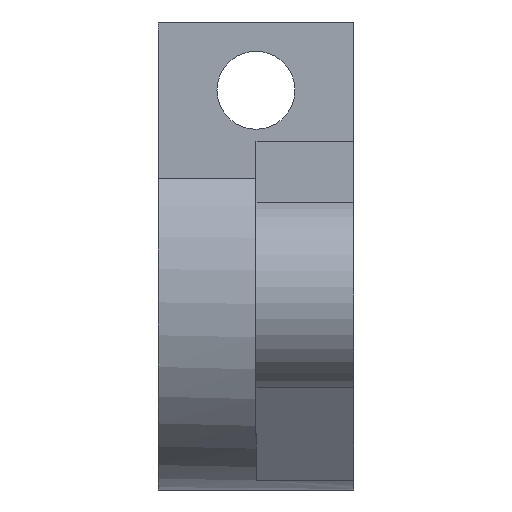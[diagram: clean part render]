
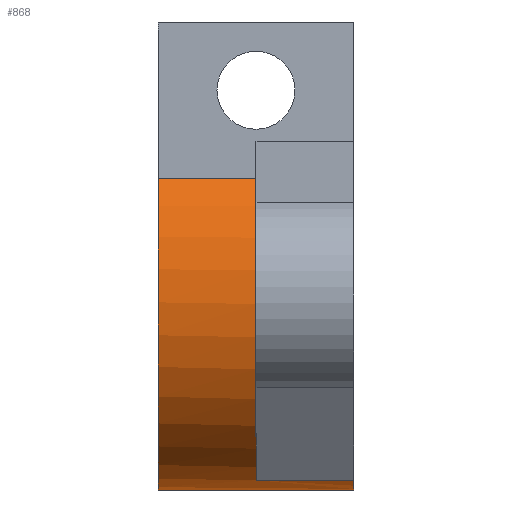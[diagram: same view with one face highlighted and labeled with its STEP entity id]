
A CAD part, left-side view. The second image highlights one B-rep face of the part: STEP entity #868.
In plain terms, the highlighted cylindrical face has radius 10 mm (diameter 20 mm), a partial arc.
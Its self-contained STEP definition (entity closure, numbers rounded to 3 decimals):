
#13 = EDGE_CURVE ( 'NONE', #707, #548, #489, .T. ) ;
#38 = DIRECTION ( 'NONE',  ( 0., -1., 0. ) ) ;
#49 = AXIS2_PLACEMENT_3D ( 'NONE', #822, #38, #734 ) ;
#79 = DIRECTION ( 'NONE',  ( 0., -1., 0. ) ) ;
#83 = ORIENTED_EDGE ( 'NONE', *, *, #262, .F. ) ;
#111 = VECTOR ( 'NONE', #380, 1000. ) ;
#118 = DIRECTION ( 'NONE',  ( 0., 1., 0. ) ) ;
#130 = CARTESIAN_POINT ( 'NONE',  ( -8., 5., 6. ) ) ;
#138 = CARTESIAN_POINT ( 'NONE',  ( -3.125, 5., -9.499 ) ) ;
#169 = DIRECTION ( 'NONE',  ( 0., 0., -1. ) ) ;
#208 = AXIS2_PLACEMENT_3D ( 'NONE', #267, #118, #429 ) ;
#214 = CARTESIAN_POINT ( 'NONE',  ( 0., 0., -10. ) ) ;
#223 = CARTESIAN_POINT ( 'NONE',  ( 0., 5., 0. ) ) ;
#240 = EDGE_CURVE ( 'NONE', #688, #707, #992, .T. ) ;
#242 = VERTEX_POINT ( 'NONE', #214 ) ;
#244 = EDGE_CURVE ( 'NONE', #548, #323, #525, .T. ) ;
#250 = EDGE_LOOP ( 'NONE', ( #83, #696, #721, #523, #479, #475 ) ) ;
#262 = EDGE_CURVE ( 'NONE', #781, #688, #604, .T. ) ;
#267 = CARTESIAN_POINT ( 'NONE',  ( 0., 0., 0. ) ) ;
#280 = VECTOR ( 'NONE', #320, 1000. ) ;
#299 = CARTESIAN_POINT ( 'NONE',  ( -8., 10., 6. ) ) ;
#303 = CARTESIAN_POINT ( 'NONE',  ( 0., 10., -10. ) ) ;
#320 = DIRECTION ( 'NONE',  ( 0., -1., 0. ) ) ;
#323 = VERTEX_POINT ( 'NONE', #917 ) ;
#347 = AXIS2_PLACEMENT_3D ( 'NONE', #223, #79, #169 ) ;
#357 = CARTESIAN_POINT ( 'NONE',  ( -3.125, 5., -9.499 ) ) ;
#380 = DIRECTION ( 'NONE',  ( 0., -1., 0. ) ) ;
#429 = DIRECTION ( 'NONE',  ( 0., 0., 1. ) ) ;
#474 = VECTOR ( 'NONE', #912, 1000. ) ;
#475 = ORIENTED_EDGE ( 'NONE', *, *, #240, .F. ) ;
#479 = ORIENTED_EDGE ( 'NONE', *, *, #13, .F. ) ;
#488 = CARTESIAN_POINT ( 'NONE',  ( 0., 5., -10. ) ) ;
#489 = CIRCLE ( 'NONE', #49, 10. ) ;
#523 = ORIENTED_EDGE ( 'NONE', *, *, #244, .F. ) ;
#525 = LINE ( 'NONE', #138, #111 ) ;
#548 = VERTEX_POINT ( 'NONE', #357 ) ;
#562 = CYLINDRICAL_SURFACE ( 'NONE', #347, 10. ) ;
#604 = CIRCLE ( 'NONE', #732, 10. ) ;
#607 = CIRCLE ( 'NONE', #208, 10. ) ;
#648 = LINE ( 'NONE', #488, #280 ) ;
#688 = VERTEX_POINT ( 'NONE', #837 ) ;
#696 = ORIENTED_EDGE ( 'NONE', *, *, #787, .T. ) ;
#707 = VERTEX_POINT ( 'NONE', #130 ) ;
#721 = ORIENTED_EDGE ( 'NONE', *, *, #941, .T. ) ;
#728 = FACE_OUTER_BOUND ( 'NONE', #250, .T. ) ;
#732 = AXIS2_PLACEMENT_3D ( 'NONE', #830, #763, #991 ) ;
#734 = DIRECTION ( 'NONE',  ( 0., 0., 1. ) ) ;
#763 = DIRECTION ( 'NONE',  ( 0., 1., 0. ) ) ;
#781 = VERTEX_POINT ( 'NONE', #303 ) ;
#787 = EDGE_CURVE ( 'NONE', #781, #242, #648, .T. ) ;
#822 = CARTESIAN_POINT ( 'NONE',  ( 0., 5., 0. ) ) ;
#830 = CARTESIAN_POINT ( 'NONE',  ( 0., 10., 0. ) ) ;
#837 = CARTESIAN_POINT ( 'NONE',  ( -8., 10., 6. ) ) ;
#868 = ADVANCED_FACE ( 'NONE', ( #728 ), #562, .T. ) ;
#912 = DIRECTION ( 'NONE',  ( 0., -1., 0. ) ) ;
#917 = CARTESIAN_POINT ( 'NONE',  ( -3.125, 0., -9.499 ) ) ;
#941 = EDGE_CURVE ( 'NONE', #242, #323, #607, .T. ) ;
#991 = DIRECTION ( 'NONE',  ( 0., 0., 1. ) ) ;
#992 = LINE ( 'NONE', #299, #474 ) ;
